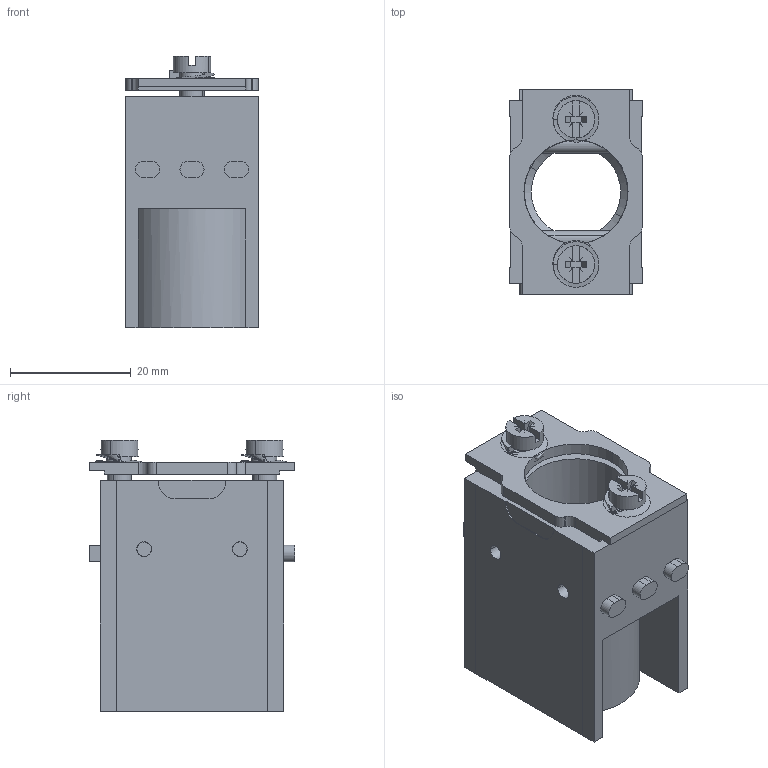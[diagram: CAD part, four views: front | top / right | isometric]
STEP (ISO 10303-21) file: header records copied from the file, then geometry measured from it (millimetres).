
FILE_DESCRIPTION(('CATIA V5 STEP Exchange','CAx-IF Rec.Pracs.--- Model Styling and Organization---1.4--- 2014-01-23'),'2;1');
FILE_NAME ('704168-5_0', '2022-03-14T11:27:04+00:00', ('none'), ('Weidmueller'), 'CATIA Version 5-6 Release 2016 SP3 HF44', 'CATIA V5 STEP AP214', 'none');
FILE_SCHEMA(('AUTOMOTIVE_DESIGN { 1 0 10303 214 1 1 1 1 }'));
Length unit declared in the file: millimetre
Products named in the file (1): 2637280000
Bounding box: 21.85 x 34 x 44.85 mm (x, y, z)
Volume: 13202.9 mm3; surface area: 10950.5 mm2
Topology: 8 solids, 8 shells, 233 faces, 602 edges, 392 vertices
Faces by surface type: plane 141, cylinder 58, cone 26, bspline 8
Entity records: 7229 total; most frequent: CARTESIAN_POINT 1890, ORIENTED_EDGE 1204, DIRECTION 864, EDGE_CURVE 602, VECTOR 404, LINE 404, VERTEX_POINT 392, AXIS2_PLACEMENT_3D 306
